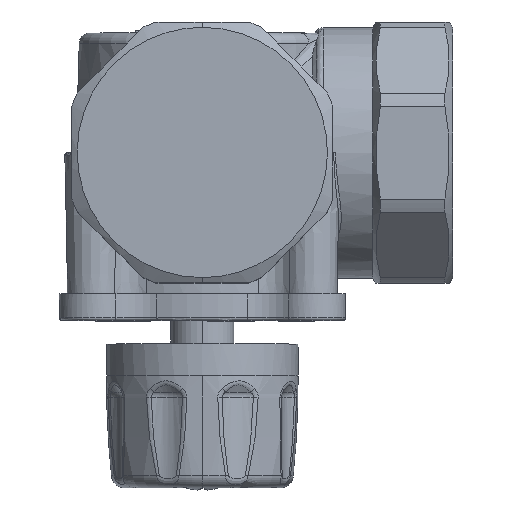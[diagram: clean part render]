
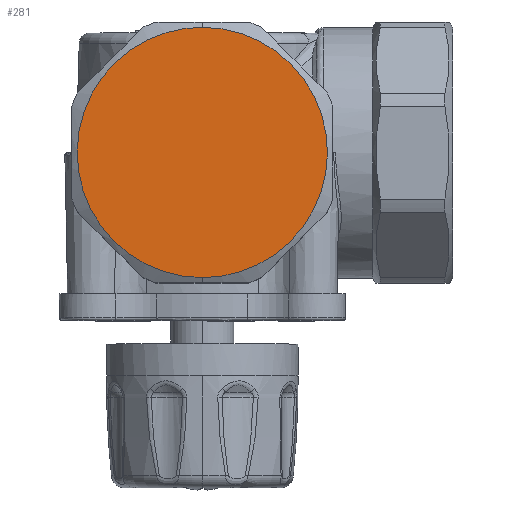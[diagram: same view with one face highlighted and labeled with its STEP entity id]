
A CAD part, top view. The second image highlights one B-rep face of the part: STEP entity #281.
In plain terms, the highlighted planar face has unit normal (0, 0, 1).
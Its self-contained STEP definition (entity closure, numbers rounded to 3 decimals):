
#180=CARTESIAN_POINT('Axis2P3D Location',(0.,0.,47.)) ;
#186=CARTESIAN_POINT('Control Point',(0.,-23.5,47.)) ;
#187=CARTESIAN_POINT('Control Point',(-1.228,-23.501,47.)) ;
#188=CARTESIAN_POINT('Control Point',(-2.456,-23.404,47.)) ;
#189=CARTESIAN_POINT('Control Point',(-4.884,-23.02,47.)) ;
#190=CARTESIAN_POINT('Control Point',(-6.084,-22.732,47.)) ;
#191=CARTESIAN_POINT('Control Point',(-8.425,-21.972,47.)) ;
#192=CARTESIAN_POINT('Control Point',(-9.566,-21.5,47.)) ;
#193=CARTESIAN_POINT('Control Point',(-11.754,-20.386,47.)) ;
#194=CARTESIAN_POINT('Control Point',(-12.802,-19.745,47.)) ;
#195=CARTESIAN_POINT('Control Point',(-14.796,-18.299,47.)) ;
#196=CARTESIAN_POINT('Control Point',(-15.74,-17.493,47.)) ;
#197=CARTESIAN_POINT('Control Point',(-17.492,-15.743,47.)) ;
#198=CARTESIAN_POINT('Control Point',(-18.298,-14.797,47.)) ;
#199=CARTESIAN_POINT('Control Point',(-19.751,-12.793,47.)) ;
#200=CARTESIAN_POINT('Control Point',(-20.398,-11.735,47.)) ;
#201=CARTESIAN_POINT('Control Point',(-21.516,-9.531,47.)) ;
#202=CARTESIAN_POINT('Control Point',(-21.987,-8.387,47.)) ;
#203=CARTESIAN_POINT('Control Point',(-22.744,-6.04,47.)) ;
#204=CARTESIAN_POINT('Control Point',(-23.029,-4.838,47.)) ;
#205=CARTESIAN_POINT('Control Point',(-23.409,-2.407,47.)) ;
#206=CARTESIAN_POINT('Control Point',(-23.503,-1.177,47.)) ;
#207=CARTESIAN_POINT('Control Point',(-23.497,1.28,47.)) ;
#208=CARTESIAN_POINT('Control Point',(-23.398,2.508,47.)) ;
#209=CARTESIAN_POINT('Control Point',(-23.009,4.931,47.)) ;
#210=CARTESIAN_POINT('Control Point',(-22.72,6.128,47.)) ;
#211=CARTESIAN_POINT('Control Point',(-21.959,8.46,47.)) ;
#212=CARTESIAN_POINT('Control Point',(-21.486,9.596,47.)) ;
#213=CARTESIAN_POINT('Control Point',(-20.37,11.782,47.)) ;
#214=CARTESIAN_POINT('Control Point',(-19.726,12.831,47.)) ;
#215=CARTESIAN_POINT('Control Point',(-18.281,14.818,47.)) ;
#216=CARTESIAN_POINT('Control Point',(-17.479,15.756,47.)) ;
#217=CARTESIAN_POINT('Control Point',(-15.739,17.494,47.)) ;
#218=CARTESIAN_POINT('Control Point',(-14.8,18.295,47.)) ;
#219=CARTESIAN_POINT('Control Point',(-12.818,19.734,47.)) ;
#220=CARTESIAN_POINT('Control Point',(-11.774,20.374,47.)) ;
#221=CARTESIAN_POINT('Control Point',(-9.593,21.488,47.)) ;
#222=CARTESIAN_POINT('Control Point',(-8.454,21.961,47.)) ;
#223=CARTESIAN_POINT('Control Point',(-6.113,22.724,47.)) ;
#224=CARTESIAN_POINT('Control Point',(-4.91,23.014,47.)) ;
#225=CARTESIAN_POINT('Control Point',(-2.471,23.403,47.)) ;
#226=CARTESIAN_POINT('Control Point',(-1.236,23.501,47.)) ;
#227=CARTESIAN_POINT('Control Point',(0.,23.5,47.)) ;
#228=CARTESIAN_POINT('Vertex',(0.,-23.5,47.)) ;
#230=CARTESIAN_POINT('Vertex',(0.,23.5,47.)) ;
#234=CARTESIAN_POINT('Control Point',(0.,23.5,47.)) ;
#235=CARTESIAN_POINT('Control Point',(1.228,23.501,47.)) ;
#236=CARTESIAN_POINT('Control Point',(2.456,23.404,47.)) ;
#237=CARTESIAN_POINT('Control Point',(4.884,23.02,47.)) ;
#238=CARTESIAN_POINT('Control Point',(6.084,22.732,47.)) ;
#239=CARTESIAN_POINT('Control Point',(8.425,21.972,47.)) ;
#240=CARTESIAN_POINT('Control Point',(9.566,21.5,47.)) ;
#241=CARTESIAN_POINT('Control Point',(11.754,20.386,47.)) ;
#242=CARTESIAN_POINT('Control Point',(12.802,19.745,47.)) ;
#243=CARTESIAN_POINT('Control Point',(14.796,18.299,47.)) ;
#244=CARTESIAN_POINT('Control Point',(15.74,17.493,47.)) ;
#245=CARTESIAN_POINT('Control Point',(17.492,15.743,47.)) ;
#246=CARTESIAN_POINT('Control Point',(18.298,14.797,47.)) ;
#247=CARTESIAN_POINT('Control Point',(19.751,12.793,47.)) ;
#248=CARTESIAN_POINT('Control Point',(20.398,11.735,47.)) ;
#249=CARTESIAN_POINT('Control Point',(21.516,9.531,47.)) ;
#250=CARTESIAN_POINT('Control Point',(21.987,8.387,47.)) ;
#251=CARTESIAN_POINT('Control Point',(22.744,6.04,47.)) ;
#252=CARTESIAN_POINT('Control Point',(23.029,4.838,47.)) ;
#253=CARTESIAN_POINT('Control Point',(23.409,2.407,47.)) ;
#254=CARTESIAN_POINT('Control Point',(23.503,1.177,47.)) ;
#255=CARTESIAN_POINT('Control Point',(23.497,-1.28,47.)) ;
#256=CARTESIAN_POINT('Control Point',(23.398,-2.508,47.)) ;
#257=CARTESIAN_POINT('Control Point',(23.009,-4.931,47.)) ;
#258=CARTESIAN_POINT('Control Point',(22.72,-6.128,47.)) ;
#259=CARTESIAN_POINT('Control Point',(21.959,-8.46,47.)) ;
#260=CARTESIAN_POINT('Control Point',(21.486,-9.596,47.)) ;
#261=CARTESIAN_POINT('Control Point',(20.37,-11.782,47.)) ;
#262=CARTESIAN_POINT('Control Point',(19.726,-12.831,47.)) ;
#263=CARTESIAN_POINT('Control Point',(18.281,-14.818,47.)) ;
#264=CARTESIAN_POINT('Control Point',(17.479,-15.756,47.)) ;
#265=CARTESIAN_POINT('Control Point',(15.739,-17.494,47.)) ;
#266=CARTESIAN_POINT('Control Point',(14.8,-18.295,47.)) ;
#267=CARTESIAN_POINT('Control Point',(12.818,-19.734,47.)) ;
#268=CARTESIAN_POINT('Control Point',(11.774,-20.374,47.)) ;
#269=CARTESIAN_POINT('Control Point',(9.593,-21.488,47.)) ;
#270=CARTESIAN_POINT('Control Point',(8.454,-21.961,47.)) ;
#271=CARTESIAN_POINT('Control Point',(6.113,-22.724,47.)) ;
#272=CARTESIAN_POINT('Control Point',(4.91,-23.014,47.)) ;
#273=CARTESIAN_POINT('Control Point',(2.471,-23.403,47.)) ;
#274=CARTESIAN_POINT('Control Point',(1.236,-23.501,47.)) ;
#275=CARTESIAN_POINT('Control Point',(0.,-23.5,47.)) ;
#181=DIRECTION('Axis2P3D Direction',(0.,0.,-1.)) ;
#182=DIRECTION('Axis2P3D XDirection',(0.,1.,0.)) ;
#183=AXIS2_PLACEMENT_3D('Plane Axis2P3D',#180,#181,#182) ;
#184=PLANE('',#183) ;
#232=EDGE_CURVE('',#229,#231,#185,.T.) ;
#276=EDGE_CURVE('',#231,#229,#233,.T.) ;
#278=ORIENTED_EDGE('',*,*,#232,.F.) ;
#279=ORIENTED_EDGE('',*,*,#276,.F.) ;
#277=EDGE_LOOP('',(#278,#279)) ;
#229=VERTEX_POINT('',#228) ;
#231=VERTEX_POINT('',#230) ;
#281=ADVANCED_FACE('PartBody',(#280),#184,.F.) ;
#185=B_SPLINE_CURVE_WITH_KNOTS('',3,(#186,#187,#188,#189,#190,#191,#192,#193,#194,#195,#196,#197,#198,#199,#200,#201,#202,#203,#204,#205,#206,#207,#208,#209,#210,#211,#212,#213,#214,#215,#216,#217,#218,#219,#220,#221,#222,#223,#224,#225,#226,#227),.UNSPECIFIED.,.F.,.U.,(4,2,2,2,2,2,2,2,2,2,2,2,2,2,2,2,2,2,2,2,4),(0.,3.68,7.368,11.056,14.727,18.436,22.148,25.854,29.553,33.243,36.928,40.608,44.285,47.961,51.64,55.325,59.011,62.668,66.351,70.048,73.752),.UNSPECIFIED.) ;
#233=B_SPLINE_CURVE_WITH_KNOTS('',3,(#234,#235,#236,#237,#238,#239,#240,#241,#242,#243,#244,#245,#246,#247,#248,#249,#250,#251,#252,#253,#254,#255,#256,#257,#258,#259,#260,#261,#262,#263,#264,#265,#266,#267,#268,#269,#270,#271,#272,#273,#274,#275),.UNSPECIFIED.,.F.,.U.,(4,2,2,2,2,2,2,2,2,2,2,2,2,2,2,2,2,2,2,2,4),(0.,3.68,7.368,11.056,14.727,18.436,22.148,25.854,29.553,33.243,36.928,40.608,44.285,47.961,51.64,55.325,59.011,62.668,66.351,70.048,73.752),.UNSPECIFIED.) ;
#280=FACE_OUTER_BOUND('',#277,.T.) ;
